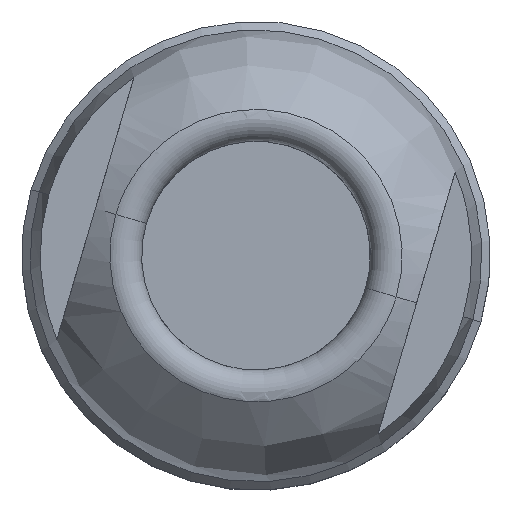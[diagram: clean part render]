
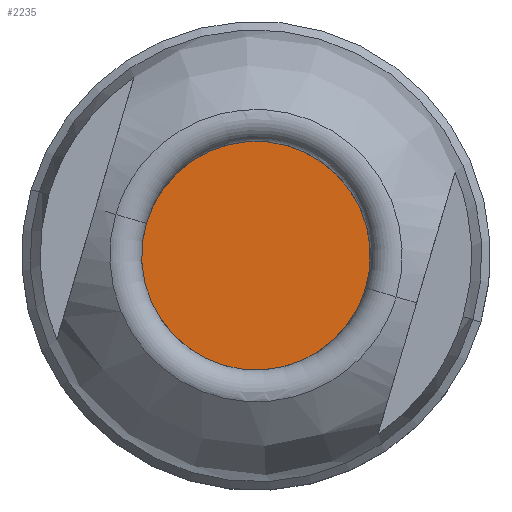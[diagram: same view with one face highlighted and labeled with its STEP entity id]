
A CAD part, top view. The second image highlights one B-rep face of the part: STEP entity #2235.
In plain terms, the highlighted planar face has unit normal (0, 0, 1).
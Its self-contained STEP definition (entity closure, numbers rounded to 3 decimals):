
#2229=AXIS2_PLACEMENT_3D('Plane Axis2P3D',#2226,#2227,#2228) ;
#2115=CARTESIAN_POINT('Vertex',(12.333,7.243,52.937)) ;
#2119=CARTESIAN_POINT('Control Point',(4.467,9.557,52.937)) ;
#2120=CARTESIAN_POINT('Control Point',(4.285,8.939,52.937)) ;
#2121=CARTESIAN_POINT('Control Point',(4.224,8.285,52.937)) ;
#2122=CARTESIAN_POINT('Control Point',(4.295,7.628,52.937)) ;
#2123=CARTESIAN_POINT('Control Point',(4.69,6.376,52.937)) ;
#2124=CARTESIAN_POINT('Control Point',(5.528,5.366,52.937)) ;
#2125=CARTESIAN_POINT('Control Point',(6.043,4.951,52.937)) ;
#2126=CARTESIAN_POINT('Control Point',(7.207,4.345,52.937)) ;
#2127=CARTESIAN_POINT('Control Point',(8.515,4.224,52.937)) ;
#2128=CARTESIAN_POINT('Control Point',(9.172,4.295,52.937)) ;
#2129=CARTESIAN_POINT('Control Point',(10.424,4.69,52.937)) ;
#2130=CARTESIAN_POINT('Control Point',(11.434,5.528,52.937)) ;
#2131=CARTESIAN_POINT('Control Point',(11.849,6.043,52.937)) ;
#2132=CARTESIAN_POINT('Control Point',(12.152,6.625,52.937)) ;
#2133=CARTESIAN_POINT('Control Point',(12.333,7.243,52.937)) ;
#2134=CARTESIAN_POINT('Vertex',(4.467,9.557,52.937)) ;
#2155=CARTESIAN_POINT('Control Point',(4.467,9.557,52.937)) ;
#2156=CARTESIAN_POINT('Control Point',(4.648,10.175,52.937)) ;
#2157=CARTESIAN_POINT('Control Point',(4.951,10.757,52.937)) ;
#2158=CARTESIAN_POINT('Control Point',(5.366,11.272,52.937)) ;
#2159=CARTESIAN_POINT('Control Point',(6.376,12.11,52.937)) ;
#2160=CARTESIAN_POINT('Control Point',(7.628,12.505,52.937)) ;
#2161=CARTESIAN_POINT('Control Point',(8.285,12.576,52.937)) ;
#2162=CARTESIAN_POINT('Control Point',(9.593,12.455,52.937)) ;
#2163=CARTESIAN_POINT('Control Point',(10.757,11.849,52.937)) ;
#2164=CARTESIAN_POINT('Control Point',(11.272,11.434,52.937)) ;
#2165=CARTESIAN_POINT('Control Point',(12.11,10.424,52.937)) ;
#2166=CARTESIAN_POINT('Control Point',(12.505,9.172,52.937)) ;
#2167=CARTESIAN_POINT('Control Point',(12.576,8.515,52.937)) ;
#2168=CARTESIAN_POINT('Control Point',(12.515,7.861,52.937)) ;
#2169=CARTESIAN_POINT('Control Point',(12.333,7.243,52.937)) ;
#2226=CARTESIAN_POINT('Axis2P3D Location',(8.4,8.4,52.937)) ;
#2227=DIRECTION('Axis2P3D Direction',(0.,0.,1.)) ;
#2228=DIRECTION('Axis2P3D XDirection',(-0.959,0.282,0.)) ;
#2232=ORIENTED_EDGE('',*,*,#2136,.F.) ;
#2233=ORIENTED_EDGE('',*,*,#2170,.F.) ;
#2235=ADVANCED_FACE('Hauptkoerper',(#2234),#2230,.T.) ;
#2118=B_SPLINE_CURVE_WITH_KNOTS('',5,(#2119,#2120,#2121,#2122,#2123,#2124,#2125,#2126,#2127,#2128,#2129,#2130,#2131,#2132,#2133),.UNSPECIFIED.,.F.,.U.,(6,3,3,3,6),(-6.44,-3.22,0.,3.22,6.44),.UNSPECIFIED.) ;
#2154=B_SPLINE_CURVE_WITH_KNOTS('',5,(#2155,#2156,#2157,#2158,#2159,#2160,#2161,#2162,#2163,#2164,#2165,#2166,#2167,#2168,#2169),.UNSPECIFIED.,.F.,.U.,(6,3,3,3,6),(-6.44,-3.22,0.,3.22,6.44),.UNSPECIFIED.) ;
#2136=EDGE_CURVE('',#2116,#2135,#2118,.F.) ;
#2170=EDGE_CURVE('',#2135,#2116,#2154,.T.) ;
#2231=EDGE_LOOP('',(#2232,#2233)) ;
#2234=FACE_OUTER_BOUND('',#2231,.T.) ;
#2230=PLANE('',#2229) ;
#2116=VERTEX_POINT('',#2115) ;
#2135=VERTEX_POINT('',#2134) ;
